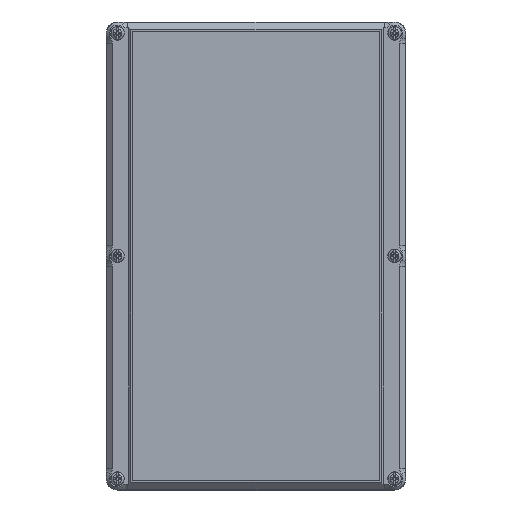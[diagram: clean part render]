
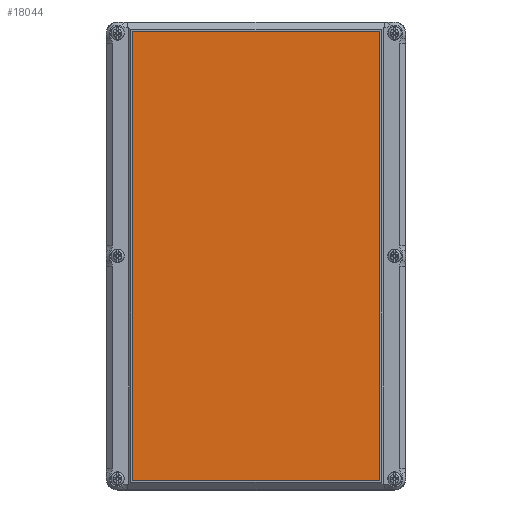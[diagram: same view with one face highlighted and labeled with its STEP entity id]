
A CAD part, top view. The second image highlights one B-rep face of the part: STEP entity #18044.
In plain terms, the highlighted face is planar.
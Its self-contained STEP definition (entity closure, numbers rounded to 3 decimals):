
#17943=CARTESIAN_POINT('',(-66.0,-120.0,-7.5));
#17944=VERTEX_POINT('',#17943);
#17951=CARTESIAN_POINT('',(66.,-120.0,-7.5));
#17952=VERTEX_POINT('',#17951);
#17953=CARTESIAN_POINT('',(66.,-120.0,-7.5));
#17954=DIRECTION('',(-1.0,0.0,0.0));
#17955=VECTOR('',#17954,132.);
#17956=LINE('',#17953,#17955);
#17957=EDGE_CURVE('',#17952,#17944,#17956,.T.);
#17975=CARTESIAN_POINT('',(66.0,120.0,-7.5));
#17976=VERTEX_POINT('',#17975);
#17977=CARTESIAN_POINT('',(66.0,120.0,-7.5));
#17978=DIRECTION('',(0.0,-1.0,0.0));
#17979=VECTOR('',#17978,240.0);
#17980=LINE('',#17977,#17979);
#17981=EDGE_CURVE('',#17976,#17952,#17980,.T.);
#17999=CARTESIAN_POINT('',(-66.0,120.0,-7.5));
#18000=VERTEX_POINT('',#17999);
#18001=CARTESIAN_POINT('',(-66.0,120.0,-7.5));
#18002=DIRECTION('',(1.0,0.0,0.0));
#18003=VECTOR('',#18002,132.0);
#18004=LINE('',#18001,#18003);
#18005=EDGE_CURVE('',#18000,#17976,#18004,.T.);
#18023=CARTESIAN_POINT('',(-66.0,-120.0,-7.5));
#18024=DIRECTION('',(0.0,1.0,0.0));
#18025=VECTOR('',#18024,240.0);
#18026=LINE('',#18023,#18025);
#18027=EDGE_CURVE('',#17944,#18000,#18026,.T.);
#18033=CARTESIAN_POINT('',(0.,0.,-7.5));
#18034=DIRECTION('',(0.0,0.0,1.0));
#18035=DIRECTION('',(1.0,0.0,0.0));
#18036=AXIS2_PLACEMENT_3D('',#18033,#18034,#18035);
#18037=PLANE('',#18036);
#18038=ORIENTED_EDGE('',*,*,#18027,.T.);
#18039=ORIENTED_EDGE('',*,*,#18005,.T.);
#18040=ORIENTED_EDGE('',*,*,#17981,.T.);
#18041=ORIENTED_EDGE('',*,*,#17957,.T.);
#18042=EDGE_LOOP('',(#18038,#18039,#18040,#18041));
#18043=FACE_OUTER_BOUND('',#18042,.T.);
#18044=ADVANCED_FACE('',(#18043),#18037,.F.);
